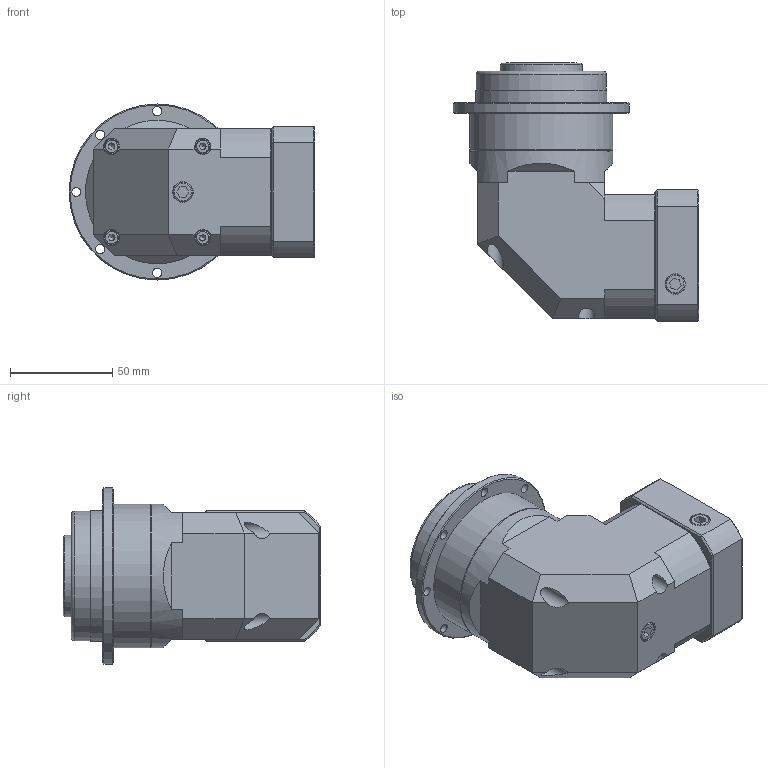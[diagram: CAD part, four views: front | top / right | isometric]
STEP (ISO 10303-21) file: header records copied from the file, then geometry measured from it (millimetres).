
FILE_DESCRIPTION((''),'2;1');
FILE_NAME('KSDL-64-1.stp','2013-08-16T15:49:16',('young'),(''),'Autodesk Inventor 2012','Autodesk Inventor 2012','');
FILE_SCHEMA(('AUTOMOTIVE_DESIGN { 1 0 10303 214 1 1 1 1 }'));
Length unit declared in the file: millimetre
Products named in the file (3): KSDL-64-1; KSDL-62-1(Body); 64BK(50-70-M5)
Assembly tree (2 placements, depth 2):
  KSDL-64-1
    KSDL-62-1(Body)
    64BK(50-70-M5)
Bounding box: 120 x 126 x 86 mm (x, y, z)
Volume: 300214.3 mm3; surface area: 120762.5 mm2
Topology: 21 solids, 21 shells, 571 faces, 1392 edges, 901 vertices
Faces by surface type: plane 285, cylinder 133, cone 126, torus 19, bspline 8
Full cylindrical faces by diameter (mm): 2 x1, 3 x11, 3.3 x10, 4 x4, 4.2 x8, 4.5 x12, 5 x6, 5.5 x4, 7 x4, 8 x4, 8.5 x5, 9 x4, 9.5 x3, 10 x1, 14.2 x1, 17 x1, 19.3 x1, 19.8 x1, 20 x2, 22 x1, 30 x1, 33 x1, 35 x3, 40 x3, 40.01 x1, 42 x1, 45 x1, 47.96 x1, 48.144 x1, 50 x4
Entity records: 19170 total; most frequent: CARTESIAN_POINT 6867, DIRECTION 2554, ORIENTED_EDGE 2188, EDGE_CURVE 1094, AXIS2_PLACEMENT_3D 1050, EDGE_LOOP 893, VERTEX_POINT 829, FACE_OUTER_BOUND 571
